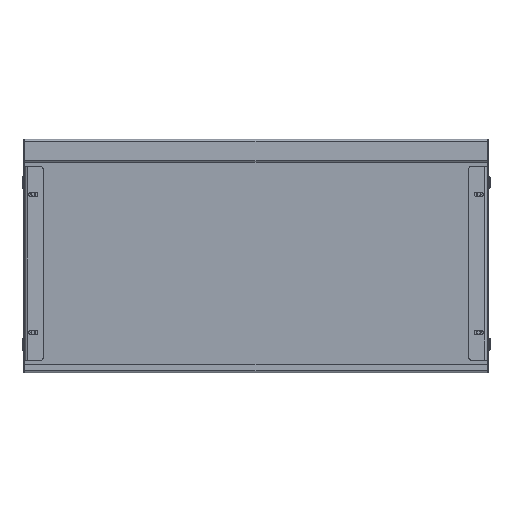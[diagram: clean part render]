
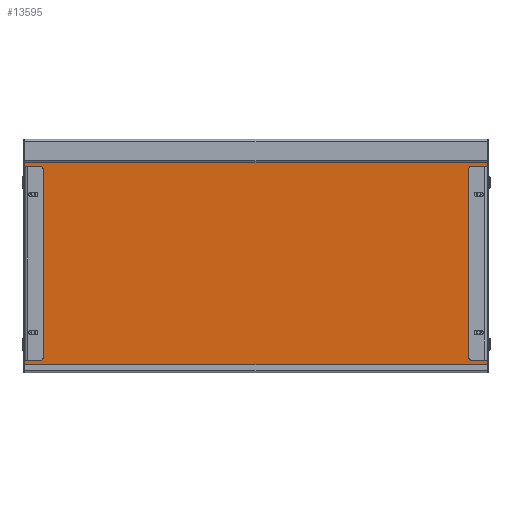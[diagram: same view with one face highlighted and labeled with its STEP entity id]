
A CAD part, front view. The second image highlights one B-rep face of the part: STEP entity #13595.
In plain terms, the highlighted planar face has unit normal (0, -0.998, -0.063).
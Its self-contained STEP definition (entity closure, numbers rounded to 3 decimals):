
#281 = DIRECTION ( 'NONE',  ( 1., 0., 0. ) ) ;
#329 = VECTOR ( 'NONE', #402, 1000. ) ;
#402 = DIRECTION ( 'NONE',  ( -1., 0., 0. ) ) ;
#522 = EDGE_CURVE ( 'NONE', #12277, #3323, #4039, .T. ) ;
#1096 = VECTOR ( 'NONE', #1126, 1000. ) ;
#1126 = DIRECTION ( 'NONE',  ( 0., 0.063, -0.998 ) ) ;
#1701 = ORIENTED_EDGE ( 'NONE', *, *, #3904, .F. ) ;
#1971 = EDGE_LOOP ( 'NONE', ( #11673, #10318, #1701, #3198 ) ) ;
#2111 = CARTESIAN_POINT ( 'NONE',  ( 301.5, 37.174, -303.88 ) ) ;
#2233 = PLANE ( 'NONE',  #5926 ) ;
#2998 = FACE_OUTER_BOUND ( 'NONE', #1971, .T. ) ;
#3198 = ORIENTED_EDGE ( 'NONE', *, *, #10231, .F. ) ;
#3323 = VERTEX_POINT ( 'NONE', #13511 ) ;
#3904 = EDGE_CURVE ( 'NONE', #5290, #8695, #11766, .T. ) ;
#4039 = LINE ( 'NONE', #8367, #7292 ) ;
#4906 = LINE ( 'NONE', #8150, #329 ) ;
#5290 = VERTEX_POINT ( 'NONE', #10767 ) ;
#5926 = AXIS2_PLACEMENT_3D ( 'NONE', #6535, #12871, #9369 ) ;
#6535 = CARTESIAN_POINT ( 'NONE',  ( 0., 17.925, 1.226 ) ) ;
#7292 = VECTOR ( 'NONE', #11523, 1000. ) ;
#7624 = LINE ( 'NONE', #11903, #11380 ) ;
#8150 = CARTESIAN_POINT ( 'NONE',  ( 301.5, 36.972, -300.68 ) ) ;
#8367 = CARTESIAN_POINT ( 'NONE',  ( -301.5, 18.097, -1.5 ) ) ;
#8695 = VERTEX_POINT ( 'NONE', #13165 ) ;
#9369 = DIRECTION ( 'NONE',  ( 0., 0.063, -0.998 ) ) ;
#9371 = EDGE_CURVE ( 'NONE', #8695, #12277, #4906, .T. ) ;
#10231 = EDGE_CURVE ( 'NONE', #3323, #5290, #7624, .T. ) ;
#10318 = ORIENTED_EDGE ( 'NONE', *, *, #9371, .F. ) ;
#10767 = CARTESIAN_POINT ( 'NONE',  ( 301.5, 18.192, -2.999 ) ) ;
#11380 = VECTOR ( 'NONE', #281, 1000. ) ;
#11523 = DIRECTION ( 'NONE',  ( 0., -0.063, 0.998 ) ) ;
#11673 = ORIENTED_EDGE ( 'NONE', *, *, #522, .F. ) ;
#11766 = LINE ( 'NONE', #2111, #1096 ) ;
#11903 = CARTESIAN_POINT ( 'NONE',  ( -301.5, 18.192, -2.999 ) ) ;
#12277 = VERTEX_POINT ( 'NONE', #12688 ) ;
#12688 = CARTESIAN_POINT ( 'NONE',  ( -301.5, 36.972, -300.68 ) ) ;
#12871 = DIRECTION ( 'NONE',  ( 0., -0.998, -0.063 ) ) ;
#13165 = CARTESIAN_POINT ( 'NONE',  ( 301.5, 36.972, -300.68 ) ) ;
#13511 = CARTESIAN_POINT ( 'NONE',  ( -301.5, 18.192, -2.999 ) ) ;
#13595 = ADVANCED_FACE ( 'NONE', ( #2998 ), #2233, .T. ) ;
